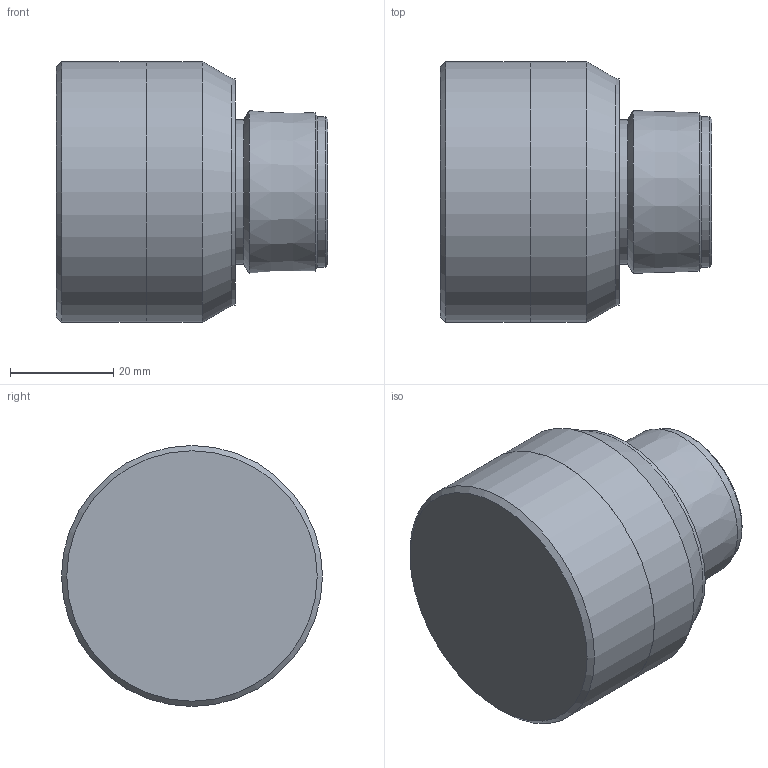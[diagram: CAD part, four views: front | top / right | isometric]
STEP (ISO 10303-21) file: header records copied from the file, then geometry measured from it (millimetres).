
FILE_DESCRIPTION(/* description */ (''),/* implementation_level */ '2;1');
FILE_NAME(/* name */ 'MIT-162P.stp',/* time_stamp */ '2015-06-04T15:41:03-05:00',/* author */ ('scottg'),/* organization */ ('FasTest,Inc.'),/* preprocessor_version */ 'ST-DEVELOPER v15.2',/* originating_system */ 'Autodesk Inventor 2014',/* authorisation */ '');
FILE_SCHEMA (('AUTOMOTIVE_DESIGN { 1 0 10303 214 3 1 1 }'));
Length unit declared in the file: inch
Products named in the file (1): MIT-162P
Bounding box: 52.58 x 50.55 x 50.55 mm (x, y, z)
Volume: 69460.8 mm3; surface area: 15116.8 mm2
Topology: 1 solids, 2 shells, 24 faces, 39 edges, 23 vertices
Faces by surface type: cone 8, cylinder 8, plane 7, torus 1
Full cylindrical faces by diameter (mm): 22.225 x1, 27.94 x1, 29.21 x1, 34.798 x1, 35.306 x1, 43.942 x1, 50.546 x2
Entity records: 489 total; most frequent: DIRECTION 94, CARTESIAN_POINT 69, AXIS2_PLACEMENT_3D 47, EDGE_LOOP 46, ORIENTED_EDGE 46, FACE_BOUND 25, ADVANCED_FACE 24, CIRCLE 22
